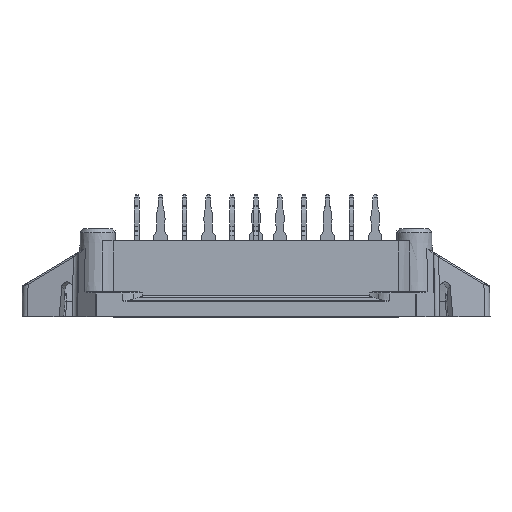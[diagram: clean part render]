
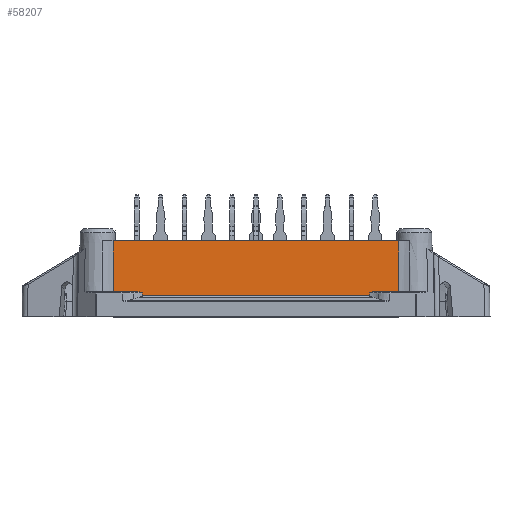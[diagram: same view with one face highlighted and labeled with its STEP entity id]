
A CAD part, front view. The second image highlights one B-rep face of the part: STEP entity #58207.
In plain terms, the highlighted planar face has unit normal (0, -1, 0.018).
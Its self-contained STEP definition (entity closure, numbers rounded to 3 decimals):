
#3068=B_SPLINE_CURVE_WITH_KNOTS('',3,(#80480,#80481,#80482,#80483,#80484,
#80485,#80486),.UNSPECIFIED.,.F.,.F.,(4,1,1,1,4),(0.,
0.,0.,0.,0.001),
 .UNSPECIFIED.);
#3078=B_SPLINE_CURVE_WITH_KNOTS('',3,(#80624,#80625,#80626,#80627),
 .UNSPECIFIED.,.F.,.F.,(4,4),(0.,0.001),
 .UNSPECIFIED.);
#3079=B_SPLINE_CURVE_WITH_KNOTS('',3,(#80641,#80642,#80643,#80644),
 .UNSPECIFIED.,.F.,.F.,(4,4),(0.001,0.001),
 .UNSPECIFIED.);
#3103=B_SPLINE_CURVE_WITH_KNOTS('',3,(#80931,#80932,#80933,#80934),
 .UNSPECIFIED.,.F.,.F.,(4,4),(0.,0.007),
 .UNSPECIFIED.);
#3105=B_SPLINE_CURVE_WITH_KNOTS('',3,(#80943,#80944,#80945,#80946,#80947,
#80948),.UNSPECIFIED.,.F.,.F.,(4,1,1,4),(0.,0.,0.001,
0.001),.UNSPECIFIED.);
#3106=B_SPLINE_CURVE_WITH_KNOTS('',3,(#80960,#80961,#80962,#80963),
 .UNSPECIFIED.,.F.,.F.,(4,4),(0.,0.007),.UNSPECIFIED.);
#5102=ORIENTED_EDGE('',*,*,#17232,.T.);
#5103=ORIENTED_EDGE('',*,*,#17188,.T.);
#5104=ORIENTED_EDGE('',*,*,#17239,.T.);
#5105=ORIENTED_EDGE('',*,*,#17181,.T.);
#5106=ORIENTED_EDGE('',*,*,#17258,.F.);
#5107=ORIENTED_EDGE('',*,*,#17327,.T.);
#5108=ORIENTED_EDGE('',*,*,#16560,.T.);
#5109=ORIENTED_EDGE('',*,*,#17336,.T.);
#5110=ORIENTED_EDGE('',*,*,#17337,.T.);
#5111=ORIENTED_EDGE('',*,*,#17330,.T.);
#16560=EDGE_CURVE('',#22783,#22782,#26366,.F.);
#17181=EDGE_CURVE('',#23338,#23339,#3068,.T.);
#17188=EDGE_CURVE('',#23343,#23345,#26645,.F.);
#17232=EDGE_CURVE('',#23373,#23343,#3078,.T.);
#17239=EDGE_CURVE('',#23345,#23338,#3079,.T.);
#17258=EDGE_CURVE('',#23391,#23339,#26665,.F.);
#17327=EDGE_CURVE('',#23391,#22783,#3103,.T.);
#17330=EDGE_CURVE('',#23434,#23373,#3105,.T.);
#17336=EDGE_CURVE('',#22782,#23438,#3106,.T.);
#17337=EDGE_CURVE('',#23438,#23434,#26695,.F.);
#22782=VERTEX_POINT('',#78705);
#22783=VERTEX_POINT('',#78707);
#23338=VERTEX_POINT('',#80487);
#23339=VERTEX_POINT('',#80488);
#23343=VERTEX_POINT('',#80502);
#23345=VERTEX_POINT('',#80511);
#23373=VERTEX_POINT('',#80628);
#23391=VERTEX_POINT('',#80687);
#23434=VERTEX_POINT('',#80949);
#23438=VERTEX_POINT('',#80964);
#26366=LINE('',#78706,#30340);
#26645=LINE('',#80512,#30619);
#26665=LINE('',#80688,#30639);
#26695=LINE('',#80965,#30669);
#30340=VECTOR('',#65745,1000.);
#30619=VECTOR('',#66662,1000.);
#30639=VECTOR('',#66808,1000.);
#30669=VECTOR('',#66934,1000.);
#34286=EDGE_LOOP('',(#5102,#5103,#5104,#5105,#5106,#5107,#5108,#5109,#5110,
#5111));
#36930=FACE_BOUND('',#34286,.T.);
#39384=PLANE('',#61281);
#58207=ADVANCED_FACE('',(#36930),#39384,.T.);
#61281=AXIS2_PLACEMENT_3D('',#80959,#66932,#66933);
#65745=DIRECTION('',(1.,0.,0.));
#66662=DIRECTION('',(-1.,0.,0.));
#66808=DIRECTION('',(1.,0.,0.));
#66932=DIRECTION('',(0.,-1.,0.017));
#66933=DIRECTION('',(0.,0.017,1.));
#66934=DIRECTION('',(-1.,0.,0.));
#78705=CARTESIAN_POINT('',(-19.154,-16.103,10.2));
#78706=CARTESIAN_POINT('',(-26.5,-16.103,10.2));
#78707=CARTESIAN_POINT('',(19.154,-16.103,10.2));
#80480=CARTESIAN_POINT('',(15.277,-16.225,3.203));
#80481=CARTESIAN_POINT('',(15.277,-16.224,3.233));
#80482=CARTESIAN_POINT('',(15.331,-16.223,3.273));
#80483=CARTESIAN_POINT('',(15.431,-16.223,3.319));
#80484=CARTESIAN_POINT('',(15.627,-16.222,3.377));
#80485=CARTESIAN_POINT('',(15.794,-16.221,3.4));
#80486=CARTESIAN_POINT('',(15.909,-16.221,3.4));
#80487=CARTESIAN_POINT('',(15.277,-16.225,3.203));
#80488=CARTESIAN_POINT('',(15.909,-16.221,3.4));
#80502=CARTESIAN_POINT('',(-15.277,-16.231,2.822));
#80511=CARTESIAN_POINT('',(15.277,-16.231,2.822));
#80512=CARTESIAN_POINT('',(15.276,-16.231,2.822));
#80624=CARTESIAN_POINT('',(-15.277,-16.225,3.203));
#80625=CARTESIAN_POINT('',(-15.277,-16.227,3.076));
#80626=CARTESIAN_POINT('',(-15.277,-16.229,2.949));
#80627=CARTESIAN_POINT('',(-15.277,-16.231,2.822));
#80628=CARTESIAN_POINT('',(-15.277,-16.225,3.203));
#80641=CARTESIAN_POINT('',(15.277,-16.231,2.822));
#80642=CARTESIAN_POINT('',(15.277,-16.229,2.949));
#80643=CARTESIAN_POINT('',(15.277,-16.227,3.076));
#80644=CARTESIAN_POINT('',(15.277,-16.225,3.203));
#80687=CARTESIAN_POINT('',(19.136,-16.221,3.4));
#80688=CARTESIAN_POINT('',(-26.5,-16.221,3.4));
#80931=CARTESIAN_POINT('',(19.136,-16.221,3.4));
#80932=CARTESIAN_POINT('',(19.142,-16.182,5.667));
#80933=CARTESIAN_POINT('',(19.148,-16.142,7.933));
#80934=CARTESIAN_POINT('',(19.154,-16.103,10.2));
#80943=CARTESIAN_POINT('',(-15.909,-16.221,3.4));
#80944=CARTESIAN_POINT('',(-15.794,-16.221,3.4));
#80945=CARTESIAN_POINT('',(-15.619,-16.222,3.378));
#80946=CARTESIAN_POINT('',(-15.415,-16.223,3.31));
#80947=CARTESIAN_POINT('',(-15.277,-16.224,3.262));
#80948=CARTESIAN_POINT('',(-15.277,-16.225,3.203));
#80949=CARTESIAN_POINT('',(-15.909,-16.221,3.4));
#80959=CARTESIAN_POINT('',(-26.5,-16.23,2.9));
#80960=CARTESIAN_POINT('',(-19.154,-16.103,10.2));
#80961=CARTESIAN_POINT('',(-19.148,-16.142,7.933));
#80962=CARTESIAN_POINT('',(-19.142,-16.182,5.667));
#80963=CARTESIAN_POINT('',(-19.136,-16.221,3.4));
#80964=CARTESIAN_POINT('',(-19.136,-16.221,3.4));
#80965=CARTESIAN_POINT('',(-26.5,-16.221,3.4));
